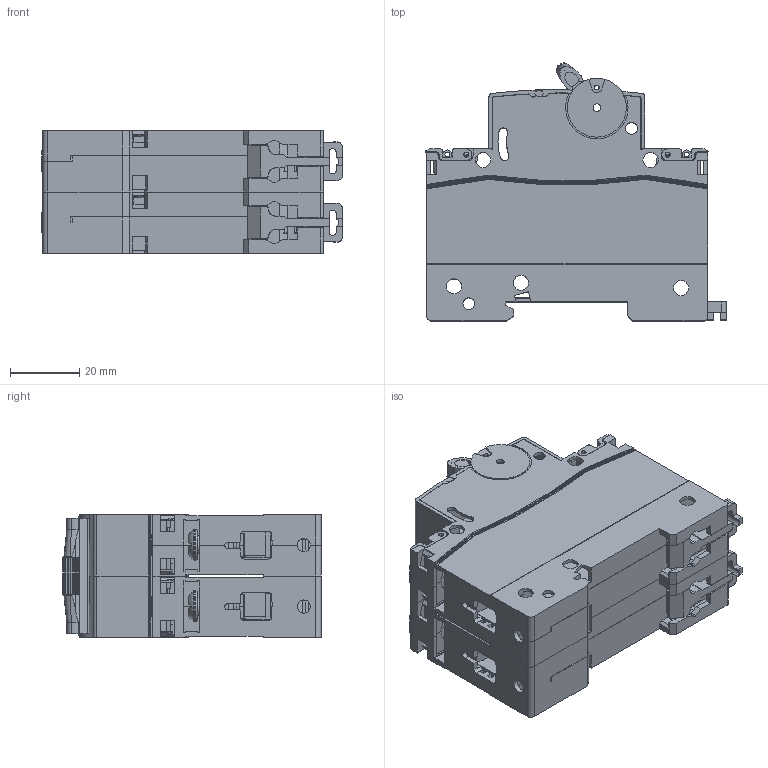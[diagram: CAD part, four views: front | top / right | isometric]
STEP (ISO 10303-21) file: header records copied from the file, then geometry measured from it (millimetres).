
FILE_DESCRIPTION (( 'STEP AP203' ), '1' );
FILE_NAME ('Âûêëþ÷àòåëü àâòîìàòè÷åñêèé ÂÀ 47-63N 2P 6êÀ ÂÀ 47-63N (ÂÍ-63N2P).STEP', '2022-12-23T11:42:51', ( '' ), ( '' ), 'SwSTEP 2.0', 'SolidWorks 2021', '' );
FILE_SCHEMA (( 'CONFIG_CONTROL_DESIGN' ));
Products named in the file (1): Âûêëþ÷àòåëü àâòîìàòè÷åñêèé ÂÀ 47-63N 2P 6êÀ ÂÀ 47-63N (ÂÍ-63N2P)
Bounding box: 86.73 x 74.45 x 35.4 mm (x, y, z)
Volume: 39930.3 mm3; surface area: 75744.2 mm2
Topology: 17 solids, 17 shells, 3581 faces, 10179 edges, 6611 vertices
Faces by surface type: plane 2479, cylinder 813, cone 161, torus 90, bspline 38
Entity records: 118228 total; most frequent: CARTESIAN_POINT 24026, ORIENTED_EDGE 20358, DIRECTION 18898, EDGE_CURVE 10179, VECTOR 7708, LINE 7708, VERTEX_POINT 6611, AXIS2_PLACEMENT_3D 5595
